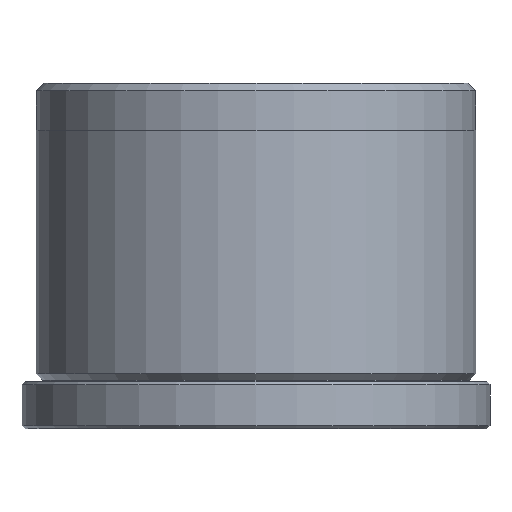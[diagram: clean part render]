
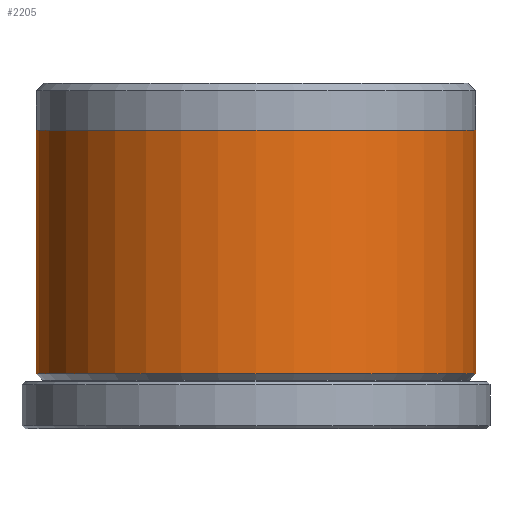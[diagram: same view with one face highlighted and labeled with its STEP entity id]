
A CAD part, front view. The second image highlights one B-rep face of the part: STEP entity #2205.
In plain terms, the highlighted cylindrical face has radius 14 mm (diameter 28 mm), a partial arc.
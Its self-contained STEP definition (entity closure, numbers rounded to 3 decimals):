
#22 = CARTESIAN_POINT ( 'NONE',  ( -14., 0., 3.5 ) ) ;
#68 = VERTEX_POINT ( 'NONE', #107 ) ;
#107 = CARTESIAN_POINT ( 'NONE',  ( -14., 0., 19. ) ) ;
#126 = VECTOR ( 'NONE', #1573, 1000. ) ;
#224 = EDGE_CURVE ( 'NONE', #1598, #1608, #2151, .T. ) ;
#243 = ORIENTED_EDGE ( 'NONE', *, *, #224, .F. ) ;
#375 = ORIENTED_EDGE ( 'NONE', *, *, #1077, .F. ) ;
#402 = CARTESIAN_POINT ( 'NONE',  ( 14., 0., 3.5 ) ) ;
#427 = CARTESIAN_POINT ( 'NONE',  ( 14., 0., 19. ) ) ;
#474 = EDGE_CURVE ( 'NONE', #795, #1598, #1183, .T. ) ;
#492 = FACE_OUTER_BOUND ( 'NONE', #2029, .T. ) ;
#642 = LINE ( 'NONE', #1929, #126 ) ;
#795 = VERTEX_POINT ( 'NONE', #427 ) ;
#846 = DIRECTION ( 'NONE',  ( -1., 0., 0. ) ) ;
#886 = CYLINDRICAL_SURFACE ( 'NONE', #1527, 14. ) ;
#920 = ORIENTED_EDGE ( 'NONE', *, *, #474, .F. ) ;
#1077 = EDGE_CURVE ( 'NONE', #68, #795, #1242, .T. ) ;
#1086 = DIRECTION ( 'NONE',  ( 0., 0., 1. ) ) ;
#1183 = LINE ( 'NONE', #1275, #2070 ) ;
#1186 = CARTESIAN_POINT ( 'NONE',  ( 0., 0., 22. ) ) ;
#1242 = CIRCLE ( 'NONE', #1516, 14. ) ;
#1275 = CARTESIAN_POINT ( 'NONE',  ( 14., 0., 22. ) ) ;
#1326 = DIRECTION ( 'NONE',  ( 0., 0., -1. ) ) ;
#1441 = EDGE_CURVE ( 'NONE', #68, #1608, #642, .T. ) ;
#1516 = AXIS2_PLACEMENT_3D ( 'NONE', #2127, #1086, #2296 ) ;
#1527 = AXIS2_PLACEMENT_3D ( 'NONE', #1186, #2237, #846 ) ;
#1573 = DIRECTION ( 'NONE',  ( 0., 0., -1. ) ) ;
#1598 = VERTEX_POINT ( 'NONE', #402 ) ;
#1608 = VERTEX_POINT ( 'NONE', #22 ) ;
#1705 = AXIS2_PLACEMENT_3D ( 'NONE', #2306, #2301, #2293 ) ;
#1905 = ORIENTED_EDGE ( 'NONE', *, *, #1441, .T. ) ;
#1929 = CARTESIAN_POINT ( 'NONE',  ( -14., 0., 22. ) ) ;
#2029 = EDGE_LOOP ( 'NONE', ( #920, #375, #1905, #243 ) ) ;
#2070 = VECTOR ( 'NONE', #1326, 1000. ) ;
#2127 = CARTESIAN_POINT ( 'NONE',  ( 0., 0., 19. ) ) ;
#2151 = CIRCLE ( 'NONE', #1705, 14. ) ;
#2205 = ADVANCED_FACE ( 'NONE', ( #492 ), #886, .T. ) ;
#2237 = DIRECTION ( 'NONE',  ( 0., 0., -1. ) ) ;
#2293 = DIRECTION ( 'NONE',  ( -1., 0., 0. ) ) ;
#2296 = DIRECTION ( 'NONE',  ( 1., 0., 0. ) ) ;
#2301 = DIRECTION ( 'NONE',  ( 0., 0., -1. ) ) ;
#2306 = CARTESIAN_POINT ( 'NONE',  ( 0., 0., 3.5 ) ) ;
